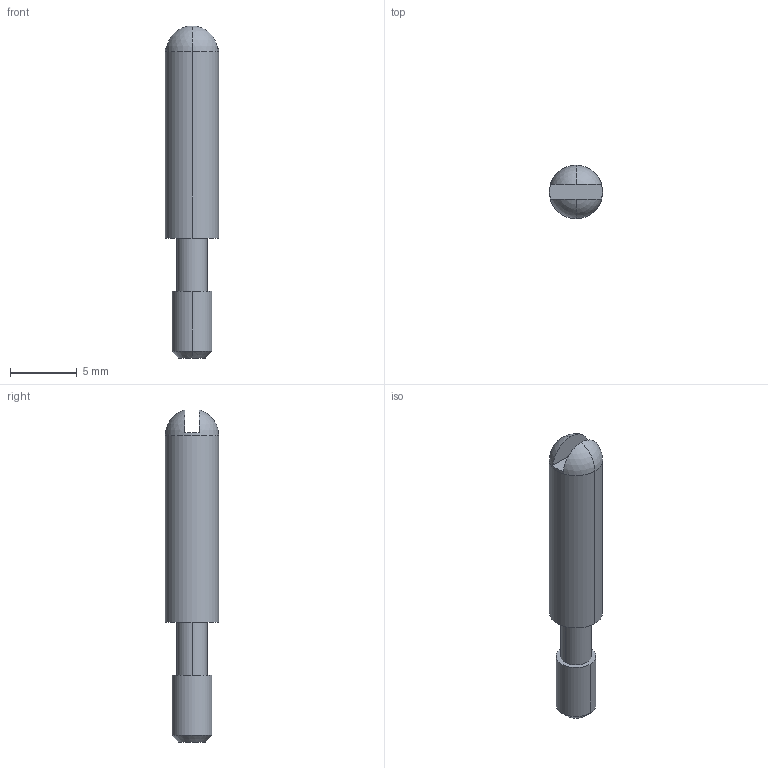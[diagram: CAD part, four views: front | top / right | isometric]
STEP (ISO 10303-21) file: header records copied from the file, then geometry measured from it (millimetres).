
FILE_DESCRIPTION(('Creo Elements/Direct Modeling STEP Export'),'2;1');
FILE_NAME('model.stp','2020-10-01T 9:39:42',(''),(''),'Creo Elements/Direct Modeling STEP processor for AP214 (Solid Model)','Creo Elements/Direct Modeling 20.1A 29-Sep-2018 (C) Parametric Technology GmbH','');
FILE_SCHEMA(('AUTOMOTIVE_DESIGN { 1 0 10303 214 1 1 1 1 }'));
Length unit declared in the file: millimetre
Products named in the file (2): HC_CST-select
Assembly tree (1 placements, depth 2):
  HC_CST-select
    HC_CST-select
Bounding box: 4 x 4 x 24.92 mm (x, y, z)
Volume: 237.7 mm3; surface area: 300.3 mm2
Topology: 1 solids, 1 shells, 16 faces, 32 edges, 20 vertices
Faces by surface type: plane 6, cylinder 6, sphere 2, cone 2
Entity records: 544 total; most frequent: DIRECTION 68, ORIENTED_EDGE 64, CARTESIAN_POINT 59, EDGE_CURVE 32, AXIS2_PLACEMENT_3D 29, VERTEX_POINT 20, EDGE_LOOP 18, COLOUR_RGB 17
